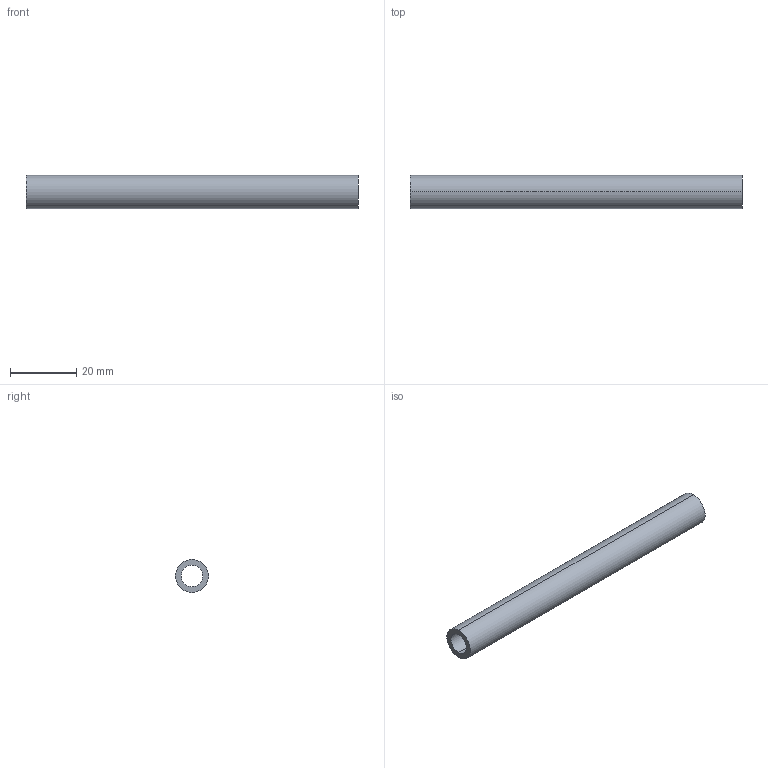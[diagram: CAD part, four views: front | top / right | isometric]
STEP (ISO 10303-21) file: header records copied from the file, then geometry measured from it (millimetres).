
FILE_DESCRIPTION (( 'STEP AP214' ), '1' );
FILE_NAME ('TU1065C-20.step.step', '2013-02-20T19:12:08', ( 'Windows User' ), ( '' ), 'SwSTEP 2.0', 'SolidWorks 2013', '' );
FILE_SCHEMA (( 'AUTOMOTIVE_DESIGN' ));
Length unit declared in the file: millimetre
Products named in the file (2): TU1065C-20.step_TU3076 Tube_1065C; TU1065C-20.step
Assembly tree (1 placements, depth 2):
  TU1065C-20.step
    TU1065C-20.step_TU3076 Tube_1065C
Bounding box: 100 x 10 x 10 mm (x, y, z)
Volume: 4535.7 mm3; surface area: 5274.3 mm2
Topology: 1 solids, 1 shells, 6 faces, 12 edges, 8 vertices
Faces by surface type: cylinder 4, plane 2
Entity records: 300 total; most frequent: DIRECTION 40, CARTESIAN_POINT 30, ORIENTED_EDGE 24, AXIS2_PLACEMENT_3D 18, EDGE_CURVE 12, UNCERTAINTY_MEASURE_WITH_UNIT 10, PRESENTATION_LAYER_ASSIGNMENT 8, SURFACE_STYLE_FILL_AREA 8
